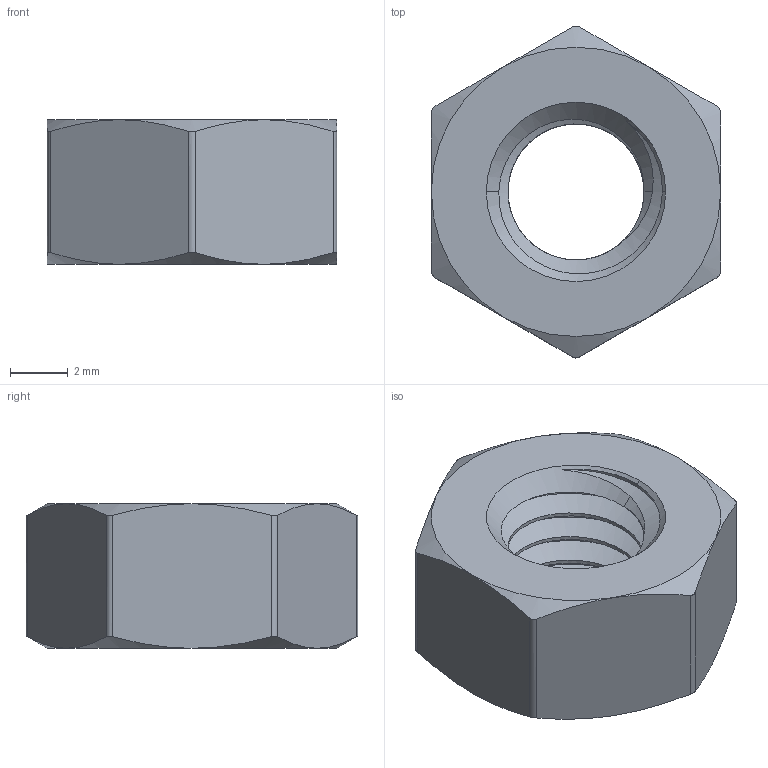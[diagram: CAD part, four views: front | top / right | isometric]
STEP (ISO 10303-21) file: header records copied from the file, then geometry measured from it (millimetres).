
FILE_DESCRIPTION (( 'STEP AP203' ), '1' );
FILE_NAME ('90592A016_Steel Hex Nut.STEP', '2023-02-06T17:40:06', ( 'Administrator' ), ( 'Managed by Terraform' ), 'SwSTEP 2.0', 'SolidWorks 2017', '' );
FILE_SCHEMA (( 'CONFIG_CONTROL_DESIGN' ));
Length unit declared in the file: millimetre
Products named in the file (1): 90592A016_Steel Hex Nut
Bounding box: 10 x 11.47 x 5 mm (x, y, z)
Volume: 313.5 mm3; surface area: 421.8 mm2
Topology: 1 solids, 1 shells, 45 faces, 117 edges, 74 vertices
Faces by surface type: cone 17, cylinder 17, plane 8, bspline 3
Entity records: 2651 total; most frequent: CARTESIAN_POINT 1634, ORIENTED_EDGE 234, DIRECTION 149, EDGE_CURVE 117, VERTEX_POINT 74, AXIS2_PLACEMENT_3D 61, B_SPLINE_CURVE_WITH_KNOTS 48, EDGE_LOOP 47
